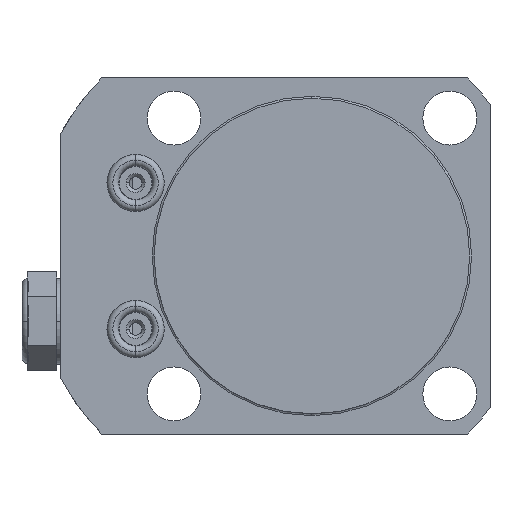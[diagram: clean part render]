
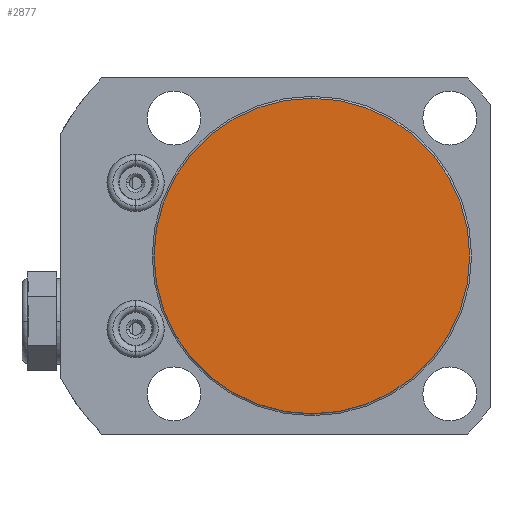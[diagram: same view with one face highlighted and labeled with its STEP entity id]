
A CAD part, front view. The second image highlights one B-rep face of the part: STEP entity #2877.
In plain terms, the highlighted planar face has unit normal (0, -1, 0).
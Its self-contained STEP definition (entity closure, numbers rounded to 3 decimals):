
#676=CARTESIAN_POINT('',(0.,0.,0.));
#677=DIRECTION('',(0.,-1.,0.));
#678=DIRECTION('',(0.,0.,1.));
#679=AXIS2_PLACEMENT_3D('',#676,#677,#678);
#681=CARTESIAN_POINT('',(0.,0.,0.));
#682=DIRECTION('',(0.,-1.,0.));
#683=DIRECTION('',(0.,0.,-1.));
#684=AXIS2_PLACEMENT_3D('',#681,#682,#683);
#1568=CARTESIAN_POINT('',(0.,0.,31.395));
#1569=CARTESIAN_POINT('',(0.,0.,-31.395));
#1570=VERTEX_POINT('',#1568);
#1571=VERTEX_POINT('',#1569);
#2868=CARTESIAN_POINT('',(0.,0.,0.));
#2869=DIRECTION('',(0.,1.,0.));
#2870=DIRECTION('',(0.,0.,1.));
#2871=AXIS2_PLACEMENT_3D('',#2868,#2869,#2870);
#2872=PLANE('',#2871);
#2873=ORIENTED_EDGE('',*,*,#2848,.F.);
#2874=ORIENTED_EDGE('',*,*,#2862,.F.);
#2875=EDGE_LOOP('',(#2873,#2874));
#2876=FACE_OUTER_BOUND('',#2875,.F.);
#680=CIRCLE('',#679,31.395);
#685=CIRCLE('',#684,31.395);
#2848=EDGE_CURVE('',#1570,#1571,#680,.T.);
#2862=EDGE_CURVE('',#1571,#1570,#685,.T.);
#2877=ADVANCED_FACE('',(#2876),#2872,.F.);
